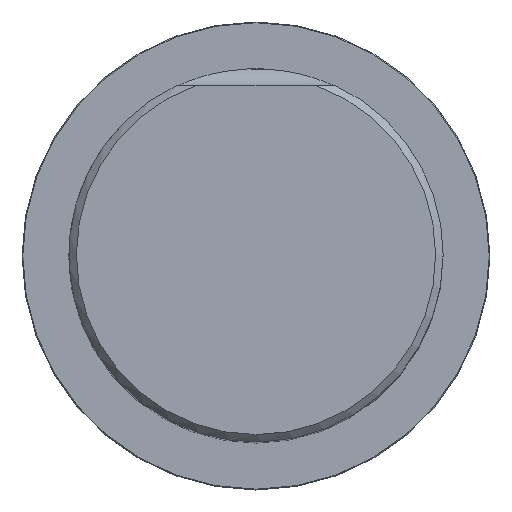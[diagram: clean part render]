
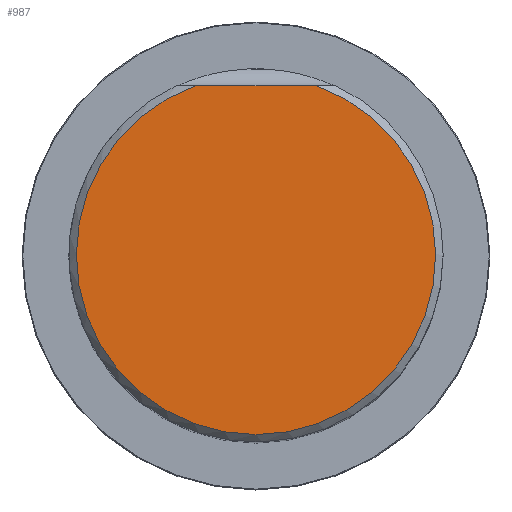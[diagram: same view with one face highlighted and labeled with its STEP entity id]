
A CAD part, top view. The second image highlights one B-rep face of the part: STEP entity #987.
In plain terms, the highlighted planar face has unit normal (0, 0, 1).
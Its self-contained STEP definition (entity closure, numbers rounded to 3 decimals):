
#203=PLANE('',#5048);
#434=LINE('',#7328,#688);
#688=VECTOR('',#5669,1.);
#987=ADVANCED_FACE('CU_SU_1',(#1322),#203,.T.);
#1322=FACE_OUTER_BOUND('',#1564,.T.);
#1564=EDGE_LOOP('',(#2285,#2286));
#1993=CIRCLE('',#5047,23.996);
#2285=ORIENTED_EDGE('',*,*,#4081,.F.);
#2286=ORIENTED_EDGE('',*,*,#4082,.F.);
#3590=VERTEX_POINT('',#7326);
#3591=VERTEX_POINT('',#7327);
#4081=EDGE_CURVE('',#3590,#3591,#1993,.T.);
#4082=EDGE_CURVE('',#3591,#3590,#434,.T.);
#5047=AXIS2_PLACEMENT_3D('',#7325,#5667,#5668);
#5048=AXIS2_PLACEMENT_3D('',#7329,#5670,#5671);
#5667=DIRECTION('',(0.,0.,-1.));
#5668=DIRECTION('',(1.,0.,0.));
#5669=DIRECTION('',(1.,0.,0.));
#5670=DIRECTION('',(0.,0.,1.));
#5671=DIRECTION('',(1.,0.,0.));
#7325=CARTESIAN_POINT('',(0.,0.,80.));
#7326=CARTESIAN_POINT('',(8.054,22.604,80.));
#7327=CARTESIAN_POINT('',(-8.054,22.604,80.));
#7328=CARTESIAN_POINT('',(-50.,22.604,80.));
#7329=CARTESIAN_POINT('',(0.,0.,80.));
